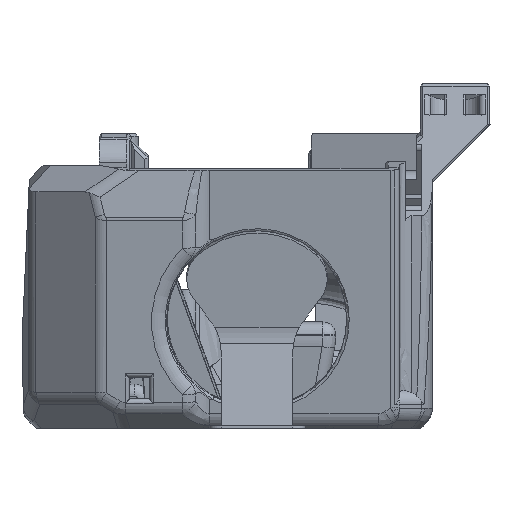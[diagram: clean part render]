
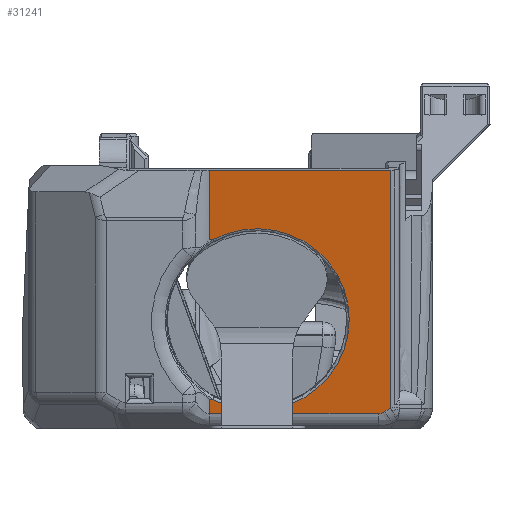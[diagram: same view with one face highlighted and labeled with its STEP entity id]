
A CAD part, left-side view. The second image highlights one B-rep face of the part: STEP entity #31241.
In plain terms, the highlighted planar face has unit normal (-0.985, 0, -0.174).
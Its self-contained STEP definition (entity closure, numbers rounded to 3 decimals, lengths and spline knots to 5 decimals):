
#737=B_SPLINE_CURVE_WITH_KNOTS('',3,(#50708,#50709,#50710,#50711),
 .UNSPECIFIED.,.F.,.F.,(4,4),(0.61821,1.),.UNSPECIFIED.);
#804=B_SPLINE_CURVE_WITH_KNOTS('',3,(#51919,#51920,#51921,#51922),
 .UNSPECIFIED.,.F.,.F.,(4,4),(0.,0.3818),.UNSPECIFIED.);
#1643=CIRCLE('',#33773,0.0144);
#2603=ELLIPSE('',#33471,0.0032,0.002);
#7240=ORIENTED_EDGE('',*,*,#14714,.T.);
#7241=ORIENTED_EDGE('',*,*,#14729,.F.);
#7242=ORIENTED_EDGE('',*,*,#14730,.F.);
#7243=ORIENTED_EDGE('',*,*,#14731,.F.);
#7244=ORIENTED_EDGE('',*,*,#14732,.T.);
#7245=ORIENTED_EDGE('',*,*,#14358,.T.);
#7246=ORIENTED_EDGE('',*,*,#14299,.F.);
#7247=ORIENTED_EDGE('',*,*,#14298,.T.);
#7248=ORIENTED_EDGE('',*,*,#14296,.T.);
#7249=ORIENTED_EDGE('',*,*,#14294,.F.);
#14294=EDGE_CURVE('',#18428,#18429,#21312,.T.);
#14296=EDGE_CURVE('',#18430,#18429,#2603,.T.);
#14298=EDGE_CURVE('',#18015,#18430,#21313,.T.);
#14299=EDGE_CURVE('',#18015,#18431,#21314,.T.);
#14358=EDGE_CURVE('',#18459,#18431,#737,.T.);
#14714=EDGE_CURVE('',#18428,#18658,#21503,.T.);
#14729=EDGE_CURVE('',#18669,#18658,#21512,.T.);
#14730=EDGE_CURVE('',#18670,#18669,#21513,.T.);
#14731=EDGE_CURVE('',#18671,#18670,#804,.F.);
#14732=EDGE_CURVE('',#18671,#18459,#1643,.T.);
#18015=VERTEX_POINT('',#47067);
#18428=VERTEX_POINT('',#50227);
#18429=VERTEX_POINT('',#50229);
#18430=VERTEX_POINT('',#50244);
#18431=VERTEX_POINT('',#50250);
#18459=VERTEX_POINT('',#50712);
#18658=VERTEX_POINT('',#51862);
#18669=VERTEX_POINT('',#51916);
#18670=VERTEX_POINT('',#51918);
#18671=VERTEX_POINT('',#51923);
#21312=LINE('',#50228,#24059);
#21313=LINE('',#50247,#24060);
#21314=LINE('',#50249,#24061);
#21503=LINE('',#51863,#24250);
#21512=LINE('',#51915,#24259);
#21513=LINE('',#51917,#24260);
#24059=VECTOR('',#38519,1.);
#24060=VECTOR('',#38528,1.);
#24061=VECTOR('',#38531,1.);
#24250=VECTOR('',#39304,1.);
#24259=VECTOR('',#39325,1.);
#24260=VECTOR('',#39326,1.);
#26463=EDGE_LOOP('',(#7240,#7241,#7242,#7243,#7244,#7245,#7246,#7247,#7248,
#7249));
#28385=FACE_BOUND('',#26463,.T.);
#29861=PLANE('',#33772);
#31241=ADVANCED_FACE('',(#28385),#29861,.F.);
#33471=AXIS2_PLACEMENT_3D('',#50243,#38522,#38523);
#33772=AXIS2_PLACEMENT_3D('',#51914,#39323,#39324);
#33773=AXIS2_PLACEMENT_3D('',#51924,#39327,#39328);
#38519=DIRECTION('',(0.097,0.829,-0.551));
#38522=DIRECTION('',(-0.985,0.,-0.174));
#38523=DIRECTION('',(-0.165,-0.304,0.938));
#38528=DIRECTION('',(0.,-1.,0.));
#38531=DIRECTION('',(-0.174,0.,0.985));
#39304=DIRECTION('',(-0.174,0.,0.985));
#39323=DIRECTION('',(0.985,0.,0.174));
#39324=DIRECTION('',(-0.174,0.,0.985));
#39325=DIRECTION('',(0.,-1.,0.));
#39326=DIRECTION('',(-0.174,0.,0.985));
#39327=DIRECTION('',(0.985,0.,0.174));
#39328=DIRECTION('',(0.174,0.,-0.985));
#47067=CARTESIAN_POINT('',(-0.02786,0.01227,0.00226));
#50227=CARTESIAN_POINT('',(-0.02803,-0.016,0.00322));
#50228=CARTESIAN_POINT('',(-0.02782,-0.0142,0.00202));
#50229=CARTESIAN_POINT('',(-0.02792,-0.01507,0.0026));
#50243=CARTESIAN_POINT('',(-0.0284,-0.01465,0.00533));
#50244=CARTESIAN_POINT('',(-0.02786,-0.01407,0.00226));
#50247=CARTESIAN_POINT('',(-0.02786,-0.01465,0.00226));
#50249=CARTESIAN_POINT('',(-0.03119,0.01227,0.0211));
#50250=CARTESIAN_POINT('',(-0.02826,0.01227,0.00448));
#50708=CARTESIAN_POINT('',(-0.02826,0.01177,0.00453));
#50709=CARTESIAN_POINT('',(-0.02826,0.01193,0.00452));
#50710=CARTESIAN_POINT('',(-0.02826,0.0121,0.0045));
#50711=CARTESIAN_POINT('',(-0.02826,0.01227,0.00448));
#50712=CARTESIAN_POINT('',(-0.02826,0.01177,0.00453));
#51862=CARTESIAN_POINT('',(-0.03457,-0.016,0.0403));
#51863=CARTESIAN_POINT('',(-0.00766,-0.016,-0.1123));
#51914=CARTESIAN_POINT('',(-0.03119,0.02485,0.0211));
#51915=CARTESIAN_POINT('',(-0.03457,0.02485,0.0403));
#51916=CARTESIAN_POINT('',(-0.03457,0.01227,0.0403));
#51917=CARTESIAN_POINT('',(-0.03119,0.01227,0.0211));
#51918=CARTESIAN_POINT('',(-0.03266,0.01227,0.02946));
#51919=CARTESIAN_POINT('',(-0.03266,0.01227,0.02946));
#51920=CARTESIAN_POINT('',(-0.03266,0.0121,0.02944));
#51921=CARTESIAN_POINT('',(-0.03265,0.01193,0.02943));
#51922=CARTESIAN_POINT('',(-0.03265,0.01177,0.02941));
#51923=CARTESIAN_POINT('',(-0.03265,0.01177,0.02941));
#51924=CARTESIAN_POINT('',(-0.03046,0.00485,0.01697));
